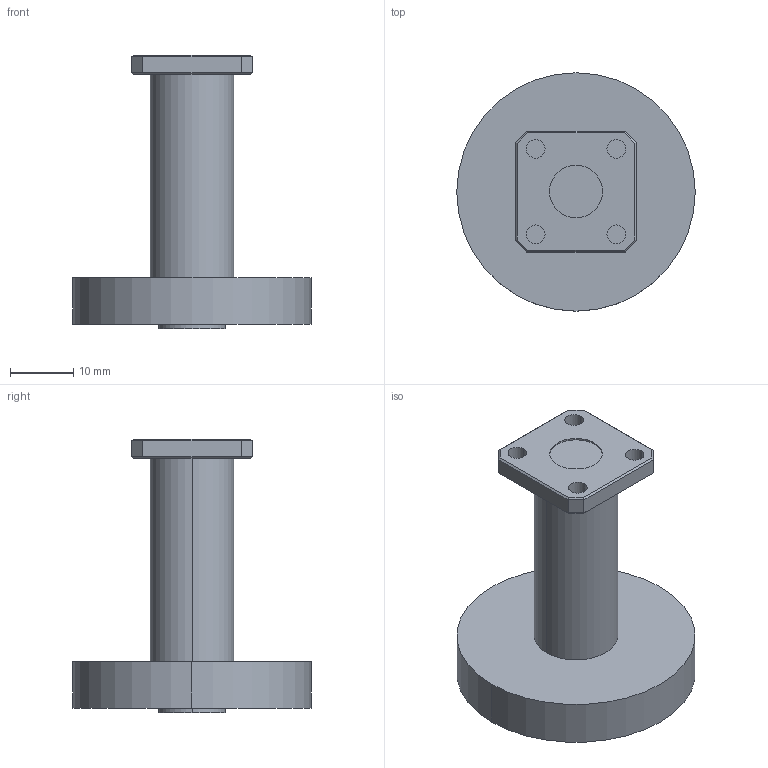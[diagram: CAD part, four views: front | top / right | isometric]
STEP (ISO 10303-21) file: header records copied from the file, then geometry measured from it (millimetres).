
FILE_DESCRIPTION (( 'STEP AP203' ), '1' );
FILE_NAME ('SAH-2434231060-328-S1.STEP', '2019-05-16T00:09:14', ( '' ), ( '' ), 'SwSTEP 2.0', 'SolidWorks 2016', '' );
FILE_SCHEMA (( 'CONFIG_CONTROL_DESIGN' ));
Length unit declared in the file: inch
Products named in the file (1): SAH-2434231060-328-S1
Bounding box: 37.59 x 37.59 x 43.18 mm (x, y, z)
Volume: 13543.5 mm3; surface area: 5139.6 mm2
Topology: 1 solids, 1 shells, 46 faces, 104 edges, 64 vertices
Faces by surface type: plane 30, cylinder 16
Entity records: 1367 total; most frequent: DIRECTION 230, CARTESIAN_POINT 215, ORIENTED_EDGE 208, EDGE_CURVE 104, AXIS2_PLACEMENT_3D 79, LINE 72, VECTOR 72, VERTEX_POINT 64
